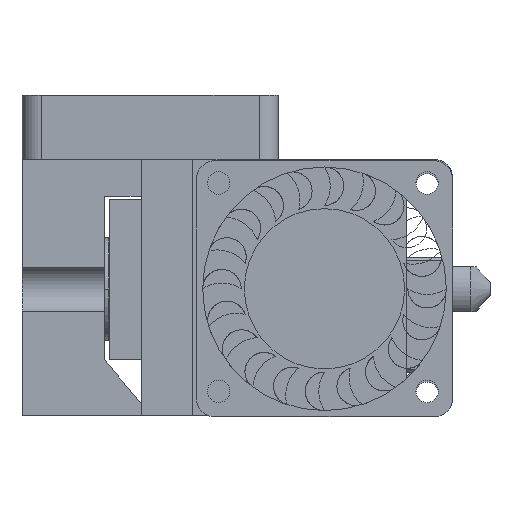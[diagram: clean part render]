
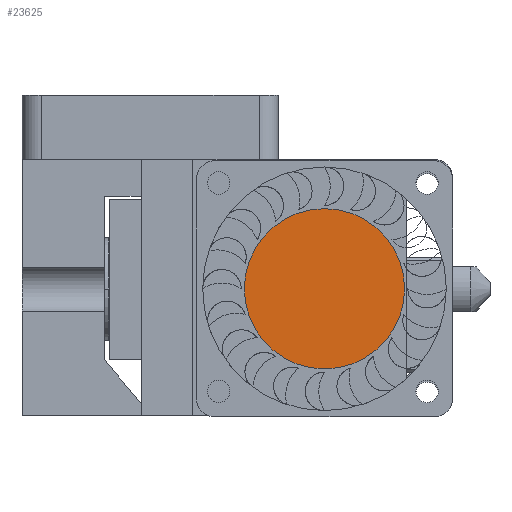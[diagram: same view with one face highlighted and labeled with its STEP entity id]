
A CAD part, left-side view. The second image highlights one B-rep face of the part: STEP entity #23625.
In plain terms, the highlighted planar face has unit normal (-1, 0, 0).
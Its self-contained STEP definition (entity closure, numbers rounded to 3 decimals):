
#22010 = CYLINDRICAL_SURFACE('',#22011,12.5);
#22011 = AXIS2_PLACEMENT_3D('',#22012,#22013,#22014);
#22012 = CARTESIAN_POINT('',(-37.144,-33.581,
    60.052));
#22013 = DIRECTION('',(-1.,0.,0.));
#22014 = DIRECTION('',(0.,0.,1.));
#23566 = EDGE_CURVE('',#23567,#23567,#23569,.T.);
#23567 = VERTEX_POINT('',#23568);
#23568 = CARTESIAN_POINT('',(-37.144,-33.581,
    72.552));
#23569 = SURFACE_CURVE('',#23570,(#23575,#23582),.PCURVE_S1.);
#23570 = CIRCLE('',#23571,12.5);
#23571 = AXIS2_PLACEMENT_3D('',#23572,#23573,#23574);
#23572 = CARTESIAN_POINT('',(-37.144,-33.581,
    60.052));
#23573 = DIRECTION('',(-1.,0.,0.));
#23574 = DIRECTION('',(0.,0.,1.));
#23575 = PCURVE('',#22010,#23576);
#23576 = DEFINITIONAL_REPRESENTATION('',(#23577),#23581);
#23577 = LINE('',#23578,#23579);
#23578 = CARTESIAN_POINT('',(0.,0.));
#23579 = VECTOR('',#23580,1.);
#23580 = DIRECTION('',(1.,0.));
#23581 = ( GEOMETRIC_REPRESENTATION_CONTEXT(2) 
PARAMETRIC_REPRESENTATION_CONTEXT() REPRESENTATION_CONTEXT('2D SPACE',''
  ) );
#23582 = PCURVE('',#23583,#23588);
#23583 = PLANE('',#23584);
#23584 = AXIS2_PLACEMENT_3D('',#23585,#23586,#23587);
#23585 = CARTESIAN_POINT('',(-37.144,-53.581,
    40.052));
#23586 = DIRECTION('',(1.,0.,0.));
#23587 = DIRECTION('',(0.,0.,-1.));
#23588 = DEFINITIONAL_REPRESENTATION('',(#23589),#23597);
#23589 = ( BOUNDED_CURVE() B_SPLINE_CURVE(2,(#23590,#23591,#23592,#23593
    ,#23594,#23595,#23596),.UNSPECIFIED.,.F.,.F.) 
B_SPLINE_CURVE_WITH_KNOTS((1,2,2,2,2,1),(-2.094,0.,
    2.094,4.189,6.283,8.378),
.UNSPECIFIED.) CURVE() GEOMETRIC_REPRESENTATION_ITEM() 
RATIONAL_B_SPLINE_CURVE((1.,0.5,1.,0.5,1.,0.5,1.)) REPRESENTATION_ITEM(
  '') );
#23590 = CARTESIAN_POINT('',(-32.5,20.));
#23591 = CARTESIAN_POINT('',(-32.5,41.651));
#23592 = CARTESIAN_POINT('',(-13.75,30.825));
#23593 = CARTESIAN_POINT('',(5.,20.));
#23594 = CARTESIAN_POINT('',(-13.75,9.175));
#23595 = CARTESIAN_POINT('',(-32.5,-1.651));
#23596 = CARTESIAN_POINT('',(-32.5,20.));
#23597 = ( GEOMETRIC_REPRESENTATION_CONTEXT(2) 
PARAMETRIC_REPRESENTATION_CONTEXT() REPRESENTATION_CONTEXT('2D SPACE',''
  ) );
#23625 = ADVANCED_FACE('',(#23626),#23583,.F.);
#23626 = FACE_BOUND('',#23627,.F.);
#23627 = EDGE_LOOP('',(#23628));
#23628 = ORIENTED_EDGE('',*,*,#23566,.F.);
